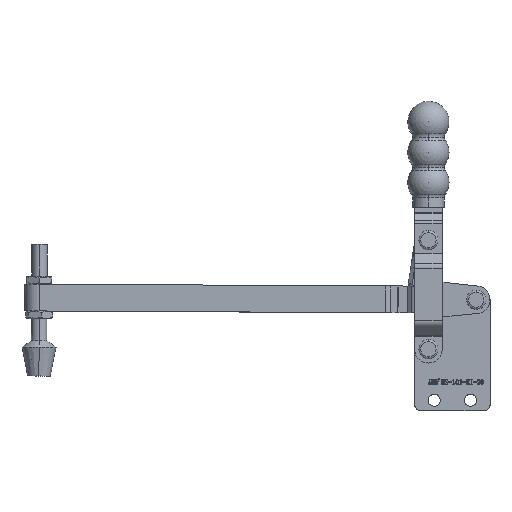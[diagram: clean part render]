
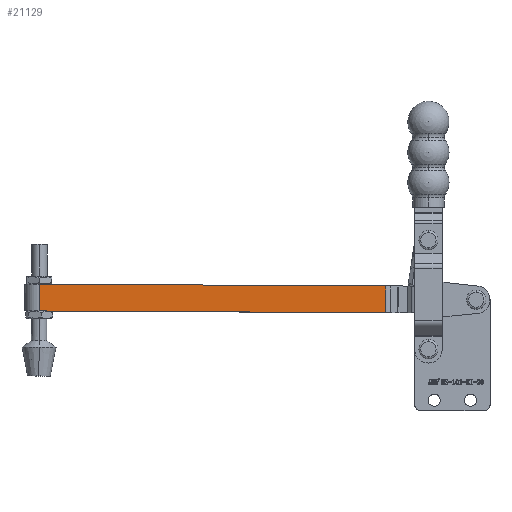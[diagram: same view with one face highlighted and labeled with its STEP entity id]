
A CAD part, top view. The second image highlights one B-rep face of the part: STEP entity #21129.
In plain terms, the highlighted face is planar.
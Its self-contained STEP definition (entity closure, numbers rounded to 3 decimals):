
#1056 = VERTEX_POINT ( 'NONE', #11705 ) ;
#1104 = VERTEX_POINT ( 'NONE', #11881 ) ;
#1334 = VERTEX_POINT ( 'NONE', #20725 ) ;
#1400 = VERTEX_POINT ( 'NONE', #15692 ) ;
#6343 = FACE_OUTER_BOUND ( 'NONE', #24077, .T. ) ;
#7699 = CARTESIAN_POINT ( 'NONE',  ( 181.251, -7.7, 20. ) ) ;
#7710 = DIRECTION ( 'NONE',  ( 0., 0., -1. ) ) ;
#8263 = CARTESIAN_POINT ( 'NONE',  ( 0., -7.7, 17. ) ) ;
#8307 = DIRECTION ( 'NONE',  ( 1., 0., 0. ) ) ;
#8690 = ORIENTED_EDGE ( 'NONE', *, *, #23426, .T. ) ;
#8691 = ORIENTED_EDGE ( 'NONE', *, *, #22813, .F. ) ;
#8692 = ORIENTED_EDGE ( 'NONE', *, *, #23040, .F. ) ;
#8693 = ORIENTED_EDGE ( 'NONE', *, *, #23413, .T. ) ;
#11705 = CARTESIAN_POINT ( 'NONE',  ( 0., -7.7, 17. ) ) ;
#11881 = CARTESIAN_POINT ( 'NONE',  ( 0., -7.7, 3. ) ) ;
#15692 = CARTESIAN_POINT ( 'NONE',  ( 181.251, -7.7, 17. ) ) ;
#19368 = DIRECTION ( 'NONE',  ( 0., 0., -1. ) ) ;
#19369 = CARTESIAN_POINT ( 'NONE',  ( 0., -7.7, 20. ) ) ;
#19390 = CARTESIAN_POINT ( 'NONE',  ( 0., -7.7, 3. ) ) ;
#19391 = DIRECTION ( 'NONE',  ( 1., 0., 0. ) ) ;
#19715 = AXIS2_PLACEMENT_3D ( 'NONE', #26466, #26485, #26487 ) ;
#20725 = CARTESIAN_POINT ( 'NONE',  ( 181.251, -7.7, 3. ) ) ;
#21129 = ADVANCED_FACE ( 'NONE', ( #6343 ), #26481, .F. ) ;
#22813 = EDGE_CURVE ( 'NONE', #1400, #1334, #25532, .T. ) ;
#22904 = LINE ( 'NONE', #19369, #22907 ) ;
#22907 = VECTOR ( 'NONE', #19368, 1000. ) ;
#22921 = LINE ( 'NONE', #19390, #22926 ) ;
#22926 = VECTOR ( 'NONE', #19391, 1000. ) ;
#23040 = EDGE_CURVE ( 'NONE', #1056, #1400, #26002, .T. ) ;
#23413 = EDGE_CURVE ( 'NONE', #1056, #1104, #22904, .T. ) ;
#23426 = EDGE_CURVE ( 'NONE', #1104, #1334, #22921, .T. ) ;
#24077 = EDGE_LOOP ( 'NONE', ( #8690, #8691, #8692, #8693 ) ) ;
#25532 = LINE ( 'NONE', #7699, #25546 ) ;
#25546 = VECTOR ( 'NONE', #7710, 1000. ) ;
#26002 = LINE ( 'NONE', #8263, #26033 ) ;
#26033 = VECTOR ( 'NONE', #8307, 1000. ) ;
#26466 = CARTESIAN_POINT ( 'NONE',  ( 0., -7.7, 20. ) ) ;
#26481 = PLANE ( 'NONE',  #19715 ) ;
#26485 = DIRECTION ( 'NONE',  ( 0., 1., 0. ) ) ;
#26487 = DIRECTION ( 'NONE',  ( 0., 0., 1. ) ) ;
